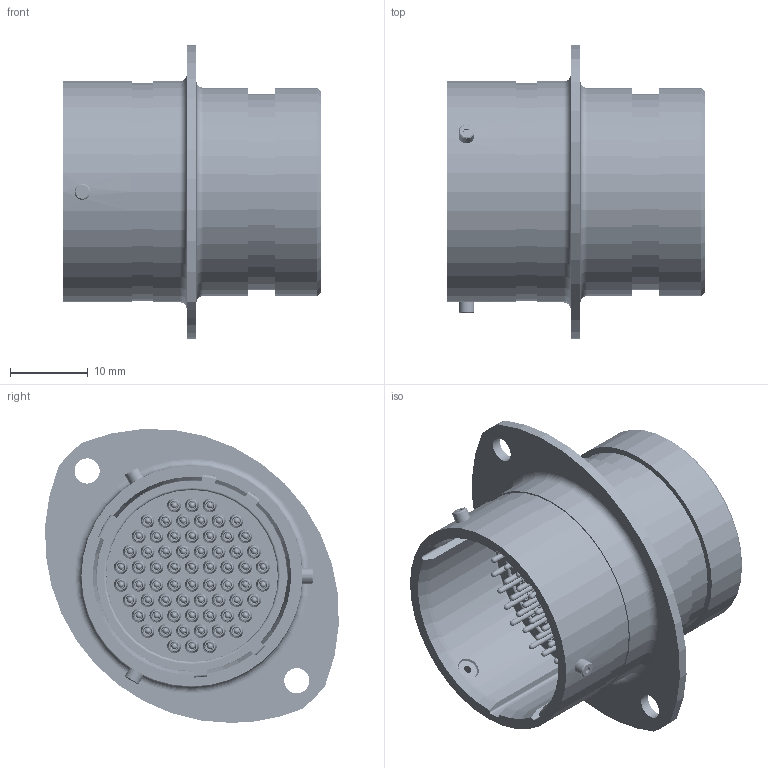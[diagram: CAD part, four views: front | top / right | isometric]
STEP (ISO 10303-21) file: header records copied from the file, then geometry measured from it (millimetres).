
FILE_DESCRIPTION (( 'STEP AP214' ), '1' );
FILE_NAME ('AS018-35PC.STEP', '2020-06-09T12:29:50', ( 'TE Connectivity' ), ( 'TE Connectivity' ), 'SwSTEP 2.0', 'SolidWorks 2016', '' );
FILE_SCHEMA (( 'AUTOMOTIVE_DESIGN' ));
Length unit declared in the file: millimetre
Products named in the file (1): AS018-35PC
Bounding box: 33.31 x 37.8 x 37.85 mm (x, y, z)
Volume: 12125.9 mm3; surface area: 14287.8 mm2
Topology: 75 solids, 75 shells, 2849 faces, 5895 edges, 3338 vertices
Faces by surface type: torus 1212, cylinder 761, cone 548, plane 314, sphere 14
Entity records: 108622 total; most frequent: DIRECTION 16056, CARTESIAN_POINT 12390, ORIENTED_EDGE 11774, AXIS2_PLACEMENT_3D 7361, EDGE_CURVE 5887, CIRCLE 4511, VERTEX_POINT 3338, EDGE_LOOP 3279
